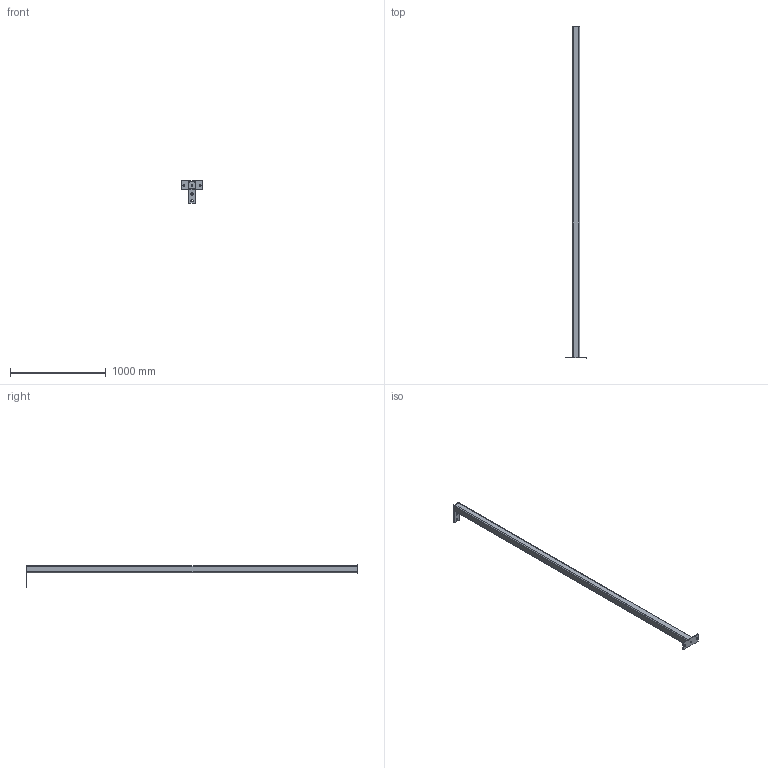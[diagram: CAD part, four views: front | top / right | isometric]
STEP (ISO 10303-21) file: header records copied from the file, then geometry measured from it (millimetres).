
FILE_DESCRIPTION (( 'STEP AP203' ), '1' );
FILE_NAME ('3982-30_REV_.step', '2026-01-19T05:58:16', ( '' ), ( '' ), 'SwSTEP 2.0', 'SolidWorks 2025', '' );
FILE_SCHEMA (( 'CONFIG_CONTROL_DESIGN' ));
Length unit declared in the file: millimetre
Products named in the file (4): 3982-30-10; 10-13; 10-12; 3982-30_REV_
Assembly tree (3 placements, depth 2):
  3982-30_REV_
    10-12
    3982-30-10
    10-13
Bounding box: 220 x 3474 x 232.5 mm (x, y, z)
Volume: 4078503.6 mm3; surface area: 1954254.3 mm2
Topology: 3 solids, 3 shells, 61 faces, 162 edges, 108 vertices
Faces by surface type: plane 33, cylinder 28
Entity records: 2354 total; most frequent: DIRECTION 352, CARTESIAN_POINT 337, ORIENTED_EDGE 324, EDGE_CURVE 162, AXIS2_PLACEMENT_3D 123, VERTEX_POINT 108, LINE 106, VECTOR 106
